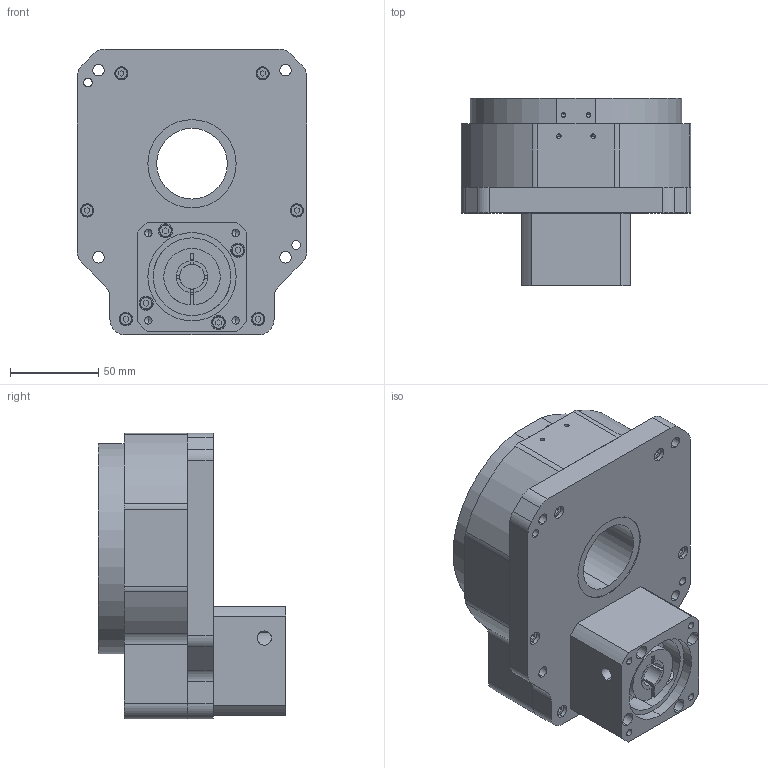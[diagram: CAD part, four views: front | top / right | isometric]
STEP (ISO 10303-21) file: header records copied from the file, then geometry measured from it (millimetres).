
FILE_DESCRIPTION (( 'STEP AP203' ), '1' );
FILE_NAME ('HRP130-10-14-50-70-M5_2023.STEP', '2023-05-19T09:07:59', ( '' ), ( '' ), 'SwSTEP 2.0', 'SolidWorks 2016', '' );
FILE_SCHEMA (( 'CONFIG_CONTROL_DESIGN' ));
Length unit declared in the file: millimetre
Products named in the file (1): HRP130-10-14-50-70-M5_2023
Bounding box: 130 x 106 x 162 mm (x, y, z)
Volume: 1106704.5 mm3; surface area: 107286.6 mm2
Topology: 1 solids, 11 shells, 414 faces, 981 edges, 624 vertices
Faces by surface type: cylinder 185, plane 181, cone 28, torus 20
Entity records: 12142 total; most frequent: CARTESIAN_POINT 2208, DIRECTION 2207, ORIENTED_EDGE 1906, EDGE_CURVE 953, AXIS2_PLACEMENT_3D 847, VERTEX_POINT 624, VECTOR 513, LINE 513
